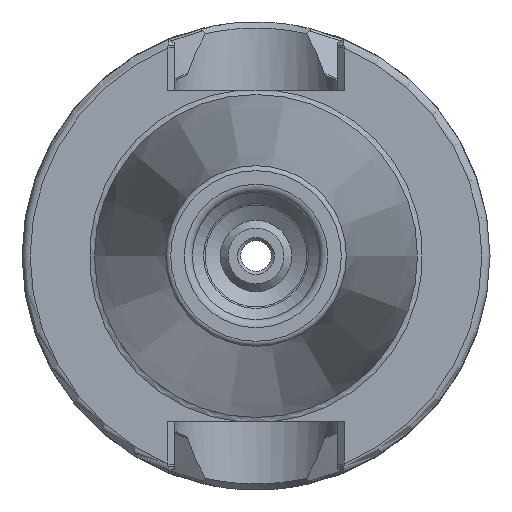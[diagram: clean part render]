
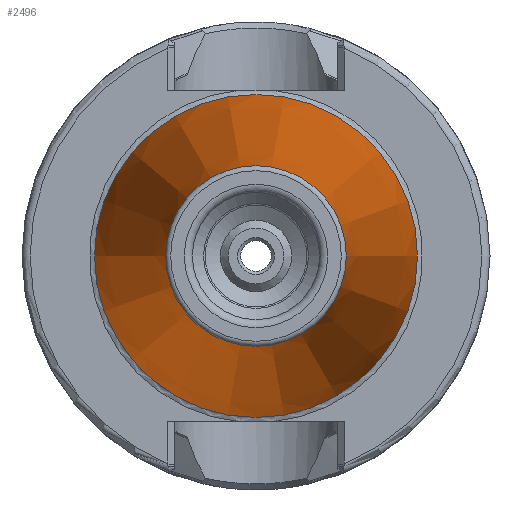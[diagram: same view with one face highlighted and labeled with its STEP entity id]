
A CAD part, left-side view. The second image highlights one B-rep face of the part: STEP entity #2496.
In plain terms, the highlighted conical face has half-angle 8.297 degrees and reference radius 12.377 mm.
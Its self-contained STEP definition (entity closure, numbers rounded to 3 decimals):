
#367=FACE_OUTER_BOUND('',#532,.T.);
#532=EDGE_LOOP('',(#2088,#2089,#2090,#2091,#2092));
#686=LINE('',#5386,#824);
#824=VECTOR('',#3356,12.377);
#953=CIRCLE('',#2821,8.879);
#954=CIRCLE('',#2822,8.879);
#957=CIRCLE('',#2826,15.875);
#1170=VERTEX_POINT('',#5376);
#1171=VERTEX_POINT('',#5377);
#1173=VERTEX_POINT('',#5384);
#1490=EDGE_CURVE('',#1170,#1171,#953,.T.);
#1491=EDGE_CURVE('',#1171,#1170,#954,.T.);
#1494=EDGE_CURVE('',#1173,#1173,#957,.T.);
#1495=EDGE_CURVE('',#1173,#1170,#686,.T.);
#2088=ORIENTED_EDGE('',*,*,#1494,.F.);
#2089=ORIENTED_EDGE('',*,*,#1495,.T.);
#2090=ORIENTED_EDGE('',*,*,#1490,.T.);
#2091=ORIENTED_EDGE('',*,*,#1491,.T.);
#2092=ORIENTED_EDGE('',*,*,#1495,.F.);
#2387=CONICAL_SURFACE('',#2825,12.377,0.145);
#2496=ADVANCED_FACE('',(#367),#2387,.T.);
#2821=AXIS2_PLACEMENT_3D('',#5378,#3344,#3345);
#2822=AXIS2_PLACEMENT_3D('',#5379,#3346,#3347);
#2825=AXIS2_PLACEMENT_3D('',#5383,#3352,#3353);
#2826=AXIS2_PLACEMENT_3D('',#5385,#3354,#3355);
#3344=DIRECTION('center_axis',(1.,0.,0.));
#3345=DIRECTION('ref_axis',(0.,0.,-1.));
#3346=DIRECTION('center_axis',(1.,0.,0.));
#3347=DIRECTION('ref_axis',(0.,0.,-1.));
#3352=DIRECTION('center_axis',(1.,0.,0.));
#3353=DIRECTION('ref_axis',(0.,1.,0.));
#3354=DIRECTION('center_axis',(1.,0.,0.));
#3355=DIRECTION('ref_axis',(0.,0.,-1.));
#3356=DIRECTION('',(-0.99,0.144,0.));
#5376=CARTESIAN_POINT('',(-47.972,-8.879,0.));
#5377=CARTESIAN_POINT('',(-47.972,0.,8.879));
#5378=CARTESIAN_POINT('Origin',(-47.972,0.,
0.));
#5379=CARTESIAN_POINT('Origin',(-47.972,0.,
0.));
#5383=CARTESIAN_POINT('Origin',(-23.986,0.,
0.));
#5384=CARTESIAN_POINT('',(0.,-15.875,0.));
#5385=CARTESIAN_POINT('Origin',(0.,0.,
0.));
#5386=CARTESIAN_POINT('',(-23.986,-12.377,0.));
